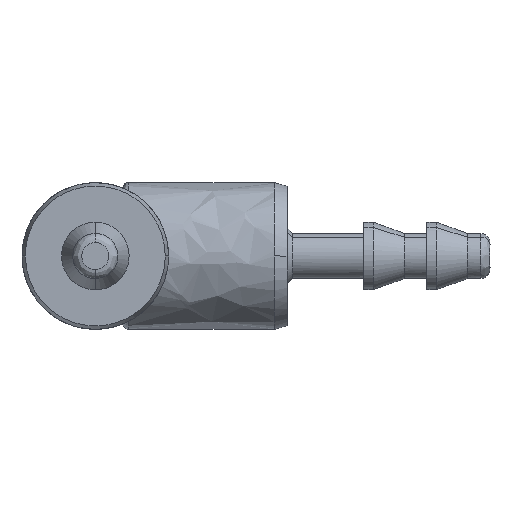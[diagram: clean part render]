
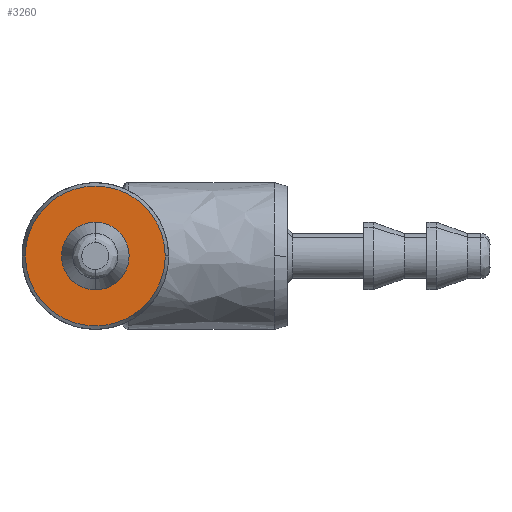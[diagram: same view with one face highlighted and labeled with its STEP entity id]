
A CAD part, left-side view. The second image highlights one B-rep face of the part: STEP entity #3260.
In plain terms, the highlighted free-form (B-spline) face has degree [1, 1] with [2, 2] control points.
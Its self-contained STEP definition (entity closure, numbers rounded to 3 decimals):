
#80 = ORIENTED_EDGE ( 'NONE', *, *, #436, .T. ) ;
#90 = CARTESIAN_POINT ( 'NONE',  ( -8.5, 8.5, 1.25 ) ) ;
#117 = CARTESIAN_POINT ( 'NONE',  ( -8.5, 5.363, 3.137 ) ) ;
#191 = CARTESIAN_POINT ( 'NONE',  ( -8.5, 5.4, 0. ) ) ;
#307 = CARTESIAN_POINT ( 'NONE',  ( -8.5, 6.02, 1.904 ) ) ;
#346 = VERTEX_POINT ( 'NONE', #1901 ) ;
#388 = CARTESIAN_POINT ( 'NONE',  ( -8.5, 5.792, -1.562 ) ) ;
#424 = CARTESIAN_POINT ( 'NONE',  ( -8.5, 5.4, -0.407 ) ) ;
#436 = EDGE_CURVE ( 'NONE', #4444, #772, #2108, .T. ) ;
#458 = CARTESIAN_POINT ( 'NONE',  ( -8.5, 10.404, -2.48 ) ) ;
#505 = FACE_BOUND ( 'NONE', #973, .T. ) ;
#632 = CARTESIAN_POINT ( 'NONE',  ( -8.5, 6.938, 2.708 ) ) ;
#687 = CARTESIAN_POINT ( 'NONE',  ( -8.5, 9.31, 3.02 ) ) ;
#704 = CARTESIAN_POINT ( 'NONE',  ( -8.5, 10.062, 2.708 ) ) ;
#747 = FACE_OUTER_BOUND ( 'NONE', #963, .T. ) ;
#772 = VERTEX_POINT ( 'NONE', #191 ) ;
#782 = ORIENTED_EDGE ( 'NONE', *, *, #2504, .T. ) ;
#839 = CARTESIAN_POINT ( 'NONE',  ( -8.5, 11.52, -0.81 ) ) ;
#961 = B_SPLINE_CURVE_WITH_KNOTS ( 'NONE', 3,
 ( #3539, #4313, #2071, #1751, #1045, #4508, #2539, #2187, #1437, #1060 ),
 .UNSPECIFIED., .F., .F.,
 ( 4, 2, 2, 2, 4 ),
 ( 0., 0.785, 1.571, 2.356, 3.142 ),
 .UNSPECIFIED. ) ;
#963 = EDGE_LOOP ( 'NONE', ( #80, #782 ) ) ;
#973 = EDGE_LOOP ( 'NONE', ( #4558, #1391 ) ) ;
#1045 = CARTESIAN_POINT ( 'NONE',  ( -8.5, 7.25, 0.328 ) ) ;
#1048 = CARTESIAN_POINT ( 'NONE',  ( -8.5, 5.792, 1.562 ) ) ;
#1060 = CARTESIAN_POINT ( 'NONE',  ( -8.5, 8.5, -1.25 ) ) ;
#1124 = CARTESIAN_POINT ( 'NONE',  ( -8.5, 11.6, 0. ) ) ;
#1137 = CARTESIAN_POINT ( 'NONE',  ( -8.5, 10.98, 1.904 ) ) ;
#1304 = CARTESIAN_POINT ( 'NONE',  ( -8.5, 5.363, -3.137 ) ) ;
#1321 = CARTESIAN_POINT ( 'NONE',  ( -8.5, 11.637, 3.137 ) ) ;
#1376 = EDGE_CURVE ( 'NONE', #1882, #346, #961, .T. ) ;
#1391 = ORIENTED_EDGE ( 'NONE', *, *, #1376, .T. ) ;
#1437 = CARTESIAN_POINT ( 'NONE',  ( -8.5, 8.172, -1.25 ) ) ;
#1480 = CARTESIAN_POINT ( 'NONE',  ( -8.5, 9.152, -1.116 ) ) ;
#1499 = B_SPLINE_CURVE_WITH_KNOTS ( 'NONE', 3,
 ( #4900, #4866, #4527, #1048, #307, #2204, #632, #1784, #4489, #2587, #687, #704, #3398, #1137, #1899, #1527, #2618, #1124 ),
 .UNSPECIFIED., .F., .F.,
 ( 4, 2, 2, 2, 2, 2, 2, 2, 4 ),
 ( 0., 0.393, 0.785, 1.178, 1.571, 1.963, 2.356, 2.749, 3.142 ),
 .UNSPECIFIED. ) ;
#1527 = CARTESIAN_POINT ( 'NONE',  ( -8.5, 11.52, 0.81 ) ) ;
#1720 = CARTESIAN_POINT ( 'NONE',  ( -8.5, 8.5, -1.25 ) ) ;
#1751 = CARTESIAN_POINT ( 'NONE',  ( -8.5, 7.384, 0.652 ) ) ;
#1784 = CARTESIAN_POINT ( 'NONE',  ( -8.5, 7.69, 3.02 ) ) ;
#1882 = VERTEX_POINT ( 'NONE', #90 ) ;
#1899 = CARTESIAN_POINT ( 'NONE',  ( -8.5, 11.208, 1.562 ) ) ;
#1901 = CARTESIAN_POINT ( 'NONE',  ( -8.5, 8.5, -1.25 ) ) ;
#1919 = CARTESIAN_POINT ( 'NONE',  ( -8.5, 9.31, -3.02 ) ) ;
#2071 = CARTESIAN_POINT ( 'NONE',  ( -8.5, 7.848, 1.116 ) ) ;
#2108 = B_SPLINE_CURVE_WITH_KNOTS ( 'NONE', 3,
 ( #4993, #4241, #839, #2709, #2722, #458, #2680, #1919, #2332, #3079, #3458, #2361, #4292, #3473, #388, #3865, #424, #3099 ),
 .UNSPECIFIED., .F., .F.,
 ( 4, 2, 2, 2, 2, 2, 2, 2, 4 ),
 ( 0., 0.393, 0.785, 1.178, 1.571, 1.963, 2.356, 2.749, 3.142 ),
 .UNSPECIFIED. ) ;
#2121 = CARTESIAN_POINT ( 'NONE',  ( -8.5, 9.75, 0.328 ) ) ;
#2187 = CARTESIAN_POINT ( 'NONE',  ( -8.5, 7.848, -1.116 ) ) ;
#2204 = CARTESIAN_POINT ( 'NONE',  ( -8.5, 6.596, 2.48 ) ) ;
#2332 = CARTESIAN_POINT ( 'NONE',  ( -8.5, 8.907, -3.1 ) ) ;
#2361 = CARTESIAN_POINT ( 'NONE',  ( -8.5, 6.938, -2.708 ) ) ;
#2455 = CARTESIAN_POINT ( 'NONE',  ( -8.5, 11.637, -3.137 ) ) ;
#2504 = EDGE_CURVE ( 'NONE', #772, #4444, #1499, .T. ) ;
#2539 = CARTESIAN_POINT ( 'NONE',  ( -8.5, 7.384, -0.652 ) ) ;
#2564 = CARTESIAN_POINT ( 'NONE',  ( -8.5, 8.5, 1.25 ) ) ;
#2587 = CARTESIAN_POINT ( 'NONE',  ( -8.5, 8.907, 3.1 ) ) ;
#2618 = CARTESIAN_POINT ( 'NONE',  ( -8.5, 11.6, 0.407 ) ) ;
#2680 = CARTESIAN_POINT ( 'NONE',  ( -8.5, 10.062, -2.708 ) ) ;
#2706 = B_SPLINE_CURVE_WITH_KNOTS ( 'NONE', 3,
 ( #1720, #4881, #1480, #4021, #4411, #2121, #3745, #3358, #4928, #2564 ),
 .UNSPECIFIED., .F., .F.,
 ( 4, 2, 2, 2, 4 ),
 ( 0., 0.785, 1.571, 2.356, 3.142 ),
 .UNSPECIFIED. ) ;
#2709 = CARTESIAN_POINT ( 'NONE',  ( -8.5, 11.208, -1.562 ) ) ;
#2722 = CARTESIAN_POINT ( 'NONE',  ( -8.5, 10.98, -1.904 ) ) ;
#2738 = EDGE_CURVE ( 'NONE', #346, #1882, #2706, .T. ) ;
#3079 = CARTESIAN_POINT ( 'NONE',  ( -8.5, 8.093, -3.1 ) ) ;
#3099 = CARTESIAN_POINT ( 'NONE',  ( -8.5, 5.4, 0. ) ) ;
#3260 = ADVANCED_FACE ( 'NONE', ( #505, #747 ), #3551, .T. ) ;
#3358 = CARTESIAN_POINT ( 'NONE',  ( -8.5, 9.152, 1.116 ) ) ;
#3398 = CARTESIAN_POINT ( 'NONE',  ( -8.5, 10.404, 2.48 ) ) ;
#3458 = CARTESIAN_POINT ( 'NONE',  ( -8.5, 7.69, -3.02 ) ) ;
#3473 = CARTESIAN_POINT ( 'NONE',  ( -8.5, 6.02, -1.904 ) ) ;
#3539 = CARTESIAN_POINT ( 'NONE',  ( -8.5, 8.5, 1.25 ) ) ;
#3551 = B_SPLINE_SURFACE_WITH_KNOTS ( 'NONE', 1, 1, ( 
 ( #2455, #1321 ),
 ( #1304, #117 ) ),
 .UNSPECIFIED., .F., .F., .F.,
 ( 2, 2 ),
 ( 2, 2 ),
 ( 0., 1. ),
 ( 0., 1. ),
 .UNSPECIFIED. ) ;
#3745 = CARTESIAN_POINT ( 'NONE',  ( -8.5, 9.616, 0.652 ) ) ;
#3865 = CARTESIAN_POINT ( 'NONE',  ( -8.5, 5.48, -0.81 ) ) ;
#4021 = CARTESIAN_POINT ( 'NONE',  ( -8.5, 9.616, -0.652 ) ) ;
#4241 = CARTESIAN_POINT ( 'NONE',  ( -8.5, 11.6, -0.407 ) ) ;
#4292 = CARTESIAN_POINT ( 'NONE',  ( -8.5, 6.596, -2.48 ) ) ;
#4313 = CARTESIAN_POINT ( 'NONE',  ( -8.5, 8.172, 1.25 ) ) ;
#4411 = CARTESIAN_POINT ( 'NONE',  ( -8.5, 9.75, -0.328 ) ) ;
#4444 = VERTEX_POINT ( 'NONE', #4657 ) ;
#4489 = CARTESIAN_POINT ( 'NONE',  ( -8.5, 8.093, 3.1 ) ) ;
#4508 = CARTESIAN_POINT ( 'NONE',  ( -8.5, 7.25, -0.328 ) ) ;
#4527 = CARTESIAN_POINT ( 'NONE',  ( -8.5, 5.48, 0.81 ) ) ;
#4558 = ORIENTED_EDGE ( 'NONE', *, *, #2738, .T. ) ;
#4657 = CARTESIAN_POINT ( 'NONE',  ( -8.5, 11.6, 0. ) ) ;
#4866 = CARTESIAN_POINT ( 'NONE',  ( -8.5, 5.4, 0.407 ) ) ;
#4881 = CARTESIAN_POINT ( 'NONE',  ( -8.5, 8.828, -1.25 ) ) ;
#4900 = CARTESIAN_POINT ( 'NONE',  ( -8.5, 5.4, 0. ) ) ;
#4928 = CARTESIAN_POINT ( 'NONE',  ( -8.5, 8.828, 1.25 ) ) ;
#4993 = CARTESIAN_POINT ( 'NONE',  ( -8.5, 11.6, 0. ) ) ;
